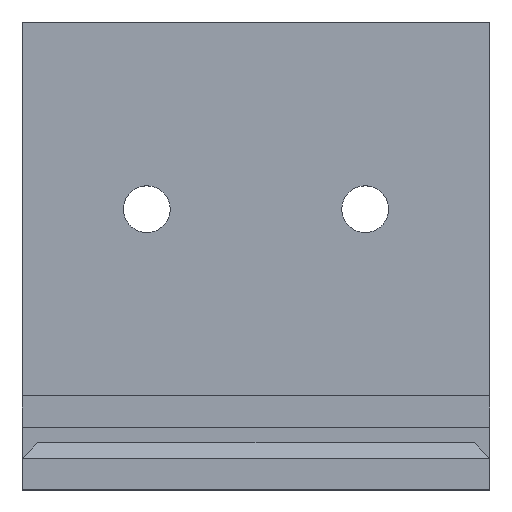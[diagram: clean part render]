
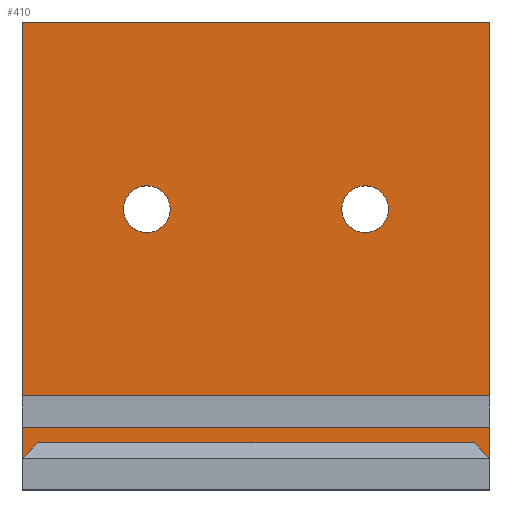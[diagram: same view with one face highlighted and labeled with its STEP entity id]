
A CAD part, top view. The second image highlights one B-rep face of the part: STEP entity #410.
In plain terms, the highlighted planar face has unit normal (0, 0, 1).
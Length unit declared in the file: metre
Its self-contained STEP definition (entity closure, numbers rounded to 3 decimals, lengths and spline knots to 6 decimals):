
#11=CIRCLE('',#471,0.0015);
#12=CIRCLE('',#477,0.0015);
#110=ORIENTED_EDGE('',*,*,#160,.T.);
#111=ORIENTED_EDGE('',*,*,#173,.F.);
#112=ORIENTED_EDGE('',*,*,#163,.F.);
#113=ORIENTED_EDGE('',*,*,#167,.T.);
#114=ORIENTED_EDGE('',*,*,#170,.T.);
#115=ORIENTED_EDGE('',*,*,#172,.F.);
#160=EDGE_CURVE('',#198,#198,#11,.T.);
#163=EDGE_CURVE('',#201,#202,#246,.T.);
#167=EDGE_CURVE('',#201,#204,#250,.T.);
#170=EDGE_CURVE('',#204,#206,#253,.T.);
#172=EDGE_CURVE('',#202,#206,#255,.T.);
#173=EDGE_CURVE('',#207,#207,#12,.T.);
#198=VERTEX_POINT('',#673);
#201=VERTEX_POINT('',#679);
#202=VERTEX_POINT('',#681);
#204=VERTEX_POINT('',#687);
#206=VERTEX_POINT('',#693);
#207=VERTEX_POINT('',#700);
#246=LINE('',#680,#293);
#250=LINE('',#688,#297);
#253=LINE('',#694,#300);
#255=LINE('',#697,#302);
#293=VECTOR('',#566,1.);
#297=VECTOR('',#572,1.);
#300=VECTOR('',#577,1.);
#302=VECTOR('',#581,1.);
#326=EDGE_LOOP('',(#110));
#327=EDGE_LOOP('',(#111));
#328=EDGE_LOOP('',(#112,#113,#114,#115));
#357=FACE_BOUND('',#326,.T.);
#358=FACE_BOUND('',#327,.T.);
#359=FACE_BOUND('',#328,.T.);
#386=PLANE('',#476);
#410=ADVANCED_FACE('',(#357,#358,#359),#386,.T.);
#471=AXIS2_PLACEMENT_3D('',#672,#560,#561);
#476=AXIS2_PLACEMENT_3D('',#698,#582,#583);
#477=AXIS2_PLACEMENT_3D('',#699,#584,#585);
#560=DIRECTION('',(0.,0.,-1.));
#561=DIRECTION('',(-1.,0.,0.));
#566=DIRECTION('',(0.,-1.,0.));
#572=DIRECTION('',(-1.,0.,0.));
#577=DIRECTION('',(0.,-1.,0.));
#581=DIRECTION('',(-1.,0.,0.));
#582=DIRECTION('',(0.,0.,1.));
#583=DIRECTION('',(1.,0.,0.));
#584=DIRECTION('',(0.,0.,1.));
#585=DIRECTION('',(1.,0.,0.));
#672=CARTESIAN_POINT('',(0.007,0.003,0.003));
#673=CARTESIAN_POINT('',(0.0055,0.003,0.003));
#679=CARTESIAN_POINT('',(0.015,0.015,0.003));
#680=CARTESIAN_POINT('',(0.015,0.,0.003));
#681=CARTESIAN_POINT('',(0.015,-0.015,0.003));
#687=CARTESIAN_POINT('',(-0.015,0.015,0.003));
#688=CARTESIAN_POINT('',(0.,0.015,0.003));
#693=CARTESIAN_POINT('',(-0.015,-0.015,0.003));
#694=CARTESIAN_POINT('',(-0.015,0.,0.003));
#697=CARTESIAN_POINT('',(0.,-0.015,0.003));
#698=CARTESIAN_POINT('',(0.,0.,0.003));
#699=CARTESIAN_POINT('',(-0.007,0.003,0.003));
#700=CARTESIAN_POINT('',(-0.0055,0.003,0.003));
